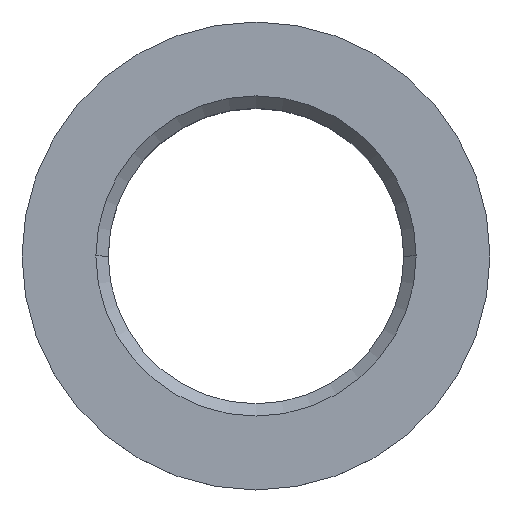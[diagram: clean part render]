
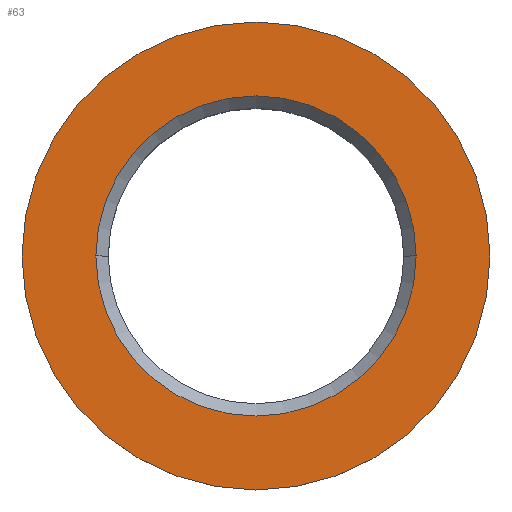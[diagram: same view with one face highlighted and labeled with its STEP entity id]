
A CAD part, top view. The second image highlights one B-rep face of the part: STEP entity #63.
In plain terms, the highlighted planar face has unit normal (0, 0, 1).
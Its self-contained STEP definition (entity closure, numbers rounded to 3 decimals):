
#63=ADVANCED_FACE('',(#135,#136),#137,.T.);
#135=FACE_OUTER_BOUND('',#213,.T.);
#136=FACE_BOUND('',#214,.T.);
#137=PLANE('',#215);
#213=EDGE_LOOP('',(#323,#324));
#214=EDGE_LOOP('',(#325,#326));
#215=AXIS2_PLACEMENT_3D('',#327,#328,#329);
#323=ORIENTED_EDGE('',*,*,#466,.F.);
#324=ORIENTED_EDGE('',*,*,#467,.F.);
#325=ORIENTED_EDGE('',*,*,#468,.F.);
#326=ORIENTED_EDGE('',*,*,#469,.F.);
#327=CARTESIAN_POINT('',(-25.0,180.0,10.0));
#328=DIRECTION('',(0.0,0.0,1.0));
#329=DIRECTION('',(1.0,0.0,0.0));
#466=EDGE_CURVE('',#549,#550,#551,.T.);
#467=EDGE_CURVE('',#550,#549,#552,.T.);
#468=EDGE_CURVE('',#553,#554,#555,.T.);
#469=EDGE_CURVE('',#554,#553,#556,.T.);
#549=VERTEX_POINT('',#648);
#550=VERTEX_POINT('',#649);
#551=CIRCLE('',#650,9.5);
#552=CIRCLE('',#651,9.5);
#553=VERTEX_POINT('',#652);
#554=VERTEX_POINT('',#653);
#555=CIRCLE('',#654,6.5);
#556=CIRCLE('',#655,6.5);
#648=CARTESIAN_POINT('',(-15.5,180.0,10.0));
#649=CARTESIAN_POINT('',(-34.5,180.0,10.0));
#650=AXIS2_PLACEMENT_3D('',#760,#761,#762);
#651=AXIS2_PLACEMENT_3D('',#763,#764,#765);
#652=CARTESIAN_POINT('',(-18.5,180.0,10.0));
#653=CARTESIAN_POINT('',(-31.5,180.0,10.0));
#654=AXIS2_PLACEMENT_3D('',#766,#767,#768);
#655=AXIS2_PLACEMENT_3D('',#769,#770,#771);
#760=CARTESIAN_POINT('',(-25.0,180.0,10.0));
#761=DIRECTION('',(0.0,0.0,-1.0));
#762=DIRECTION('',(1.0,0.0,0.0));
#763=CARTESIAN_POINT('',(-25.0,180.0,10.0));
#764=DIRECTION('',(0.0,0.0,-1.0));
#765=DIRECTION('',(1.0,0.0,0.0));
#766=CARTESIAN_POINT('',(-25.0,180.0,10.0));
#767=DIRECTION('',(0.0,0.0,1.0));
#768=DIRECTION('',(-1.0,0.0,0.0));
#769=CARTESIAN_POINT('',(-25.0,180.0,10.0));
#770=DIRECTION('',(0.0,0.0,1.0));
#771=DIRECTION('',(-1.0,0.0,0.0));
